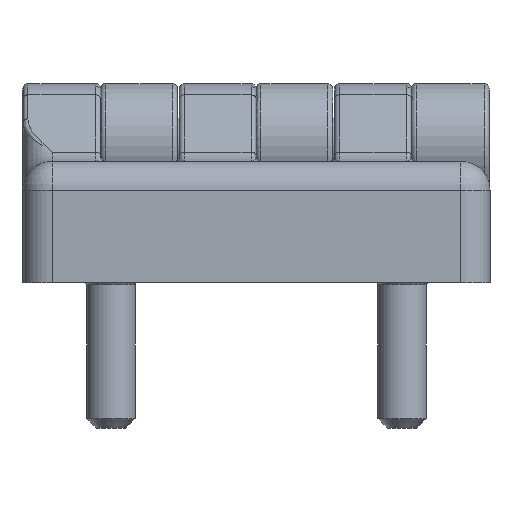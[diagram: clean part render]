
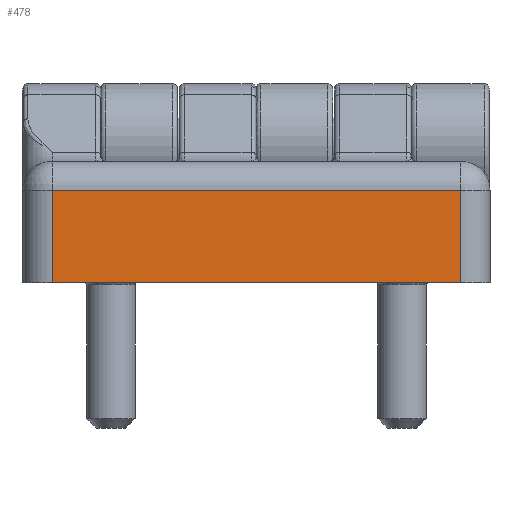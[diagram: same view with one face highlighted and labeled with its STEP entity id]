
A CAD part, front view. The second image highlights one B-rep face of the part: STEP entity #478.
In plain terms, the highlighted planar face has unit normal (0, -1, 0).
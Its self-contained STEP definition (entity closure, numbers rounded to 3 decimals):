
#478 = ADVANCED_FACE( '', ( #1172 ), #1173, .T. );
#1172 = FACE_OUTER_BOUND( '', #2821, .T. );
#1173 = PLANE( '', #2822 );
#2821 = EDGE_LOOP( '', ( #5343, #5344, #5345, #5346 ) );
#2822 = AXIS2_PLACEMENT_3D( '', #5347, #5348, #5349 );
#5343 = ORIENTED_EDGE( '', *, *, #7578, .T. );
#5344 = ORIENTED_EDGE( '', *, *, #7404, .T. );
#5345 = ORIENTED_EDGE( '', *, *, #7493, .T. );
#5346 = ORIENTED_EDGE( '', *, *, #7579, .F. );
#5347 = CARTESIAN_POINT( '', ( 24.05, -8.5, 12.5 ) );
#5348 = DIRECTION( '', ( 0., -1., 0. ) );
#5349 = DIRECTION( '', ( 0., 0., -1. ) );
#7404 = EDGE_CURVE( '', #8530, #8528, #8531, .T. );
#7493 = EDGE_CURVE( '', #8528, #8677, #8678, .T. );
#7578 = EDGE_CURVE( '', #8809, #8530, #8810, .F. );
#7579 = EDGE_CURVE( '', #8809, #8677, #8811, .T. );
#8528 = VERTEX_POINT( '', #10422 );
#8530 = VERTEX_POINT( '', #10424 );
#8531 = LINE( '', #10425, #10426 );
#8677 = VERTEX_POINT( '', #10691 );
#8678 = LINE( '', #10692, #10693 );
#8809 = VERTEX_POINT( '', #10930 );
#8810 = LINE( '', #10931, #10932 );
#8811 = LINE( '', #10933, #10934 );
#10422 = CARTESIAN_POINT( '', ( -21.05, -8.5, 9.5 ) );
#10424 = CARTESIAN_POINT( '', ( 21.05, -8.5, 9.5 ) );
#10425 = CARTESIAN_POINT( '', ( -21.05, -8.5, 9.5 ) );
#10426 = VECTOR( '', #12909, 1000. );
#10691 = CARTESIAN_POINT( '', ( -21.05, -8.5, 0. ) );
#10692 = CARTESIAN_POINT( '', ( -21.05, -8.5, 12.5 ) );
#10693 = VECTOR( '', #13058, 1000. );
#10930 = CARTESIAN_POINT( '', ( 21.05, -8.5, 0. ) );
#10931 = CARTESIAN_POINT( '', ( 21.05, -8.5, 12.5 ) );
#10932 = VECTOR( '', #13181, 1000. );
#10933 = CARTESIAN_POINT( '', ( 24.05, -8.5, 0. ) );
#10934 = VECTOR( '', #13182, 1000. );
#12909 = DIRECTION( '', ( -1., 0., 0. ) );
#13058 = DIRECTION( '', ( 0., 0., -1. ) );
#13181 = DIRECTION( '', ( 0., 0., -1. ) );
#13182 = DIRECTION( '', ( -1., 0., 0. ) );
